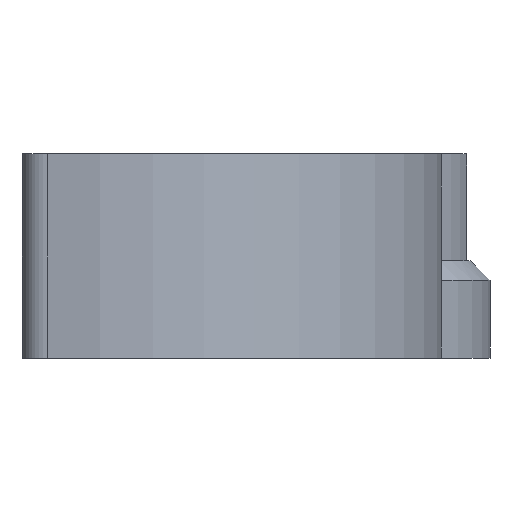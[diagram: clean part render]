
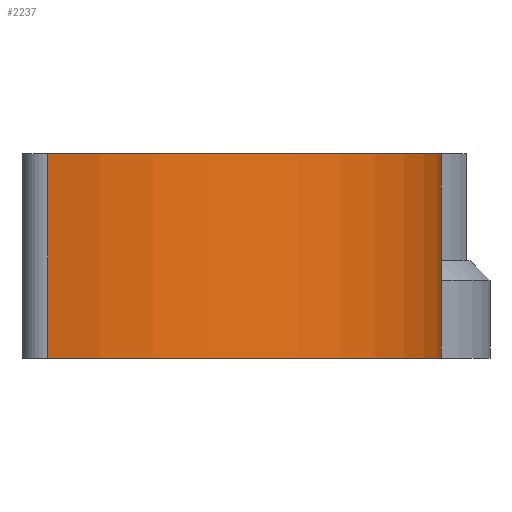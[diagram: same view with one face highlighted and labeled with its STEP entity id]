
A CAD part, left-side view. The second image highlights one B-rep face of the part: STEP entity #2237.
In plain terms, the highlighted cylindrical face has radius 33.475 mm (diameter 66.95 mm), a partial arc.
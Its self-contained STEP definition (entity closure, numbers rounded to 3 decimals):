
#156=FACE_OUTER_BOUND('',#281,.T.);
#281=EDGE_LOOP('',(#1901,#1902,#1903,#1904,#1905));
#354=CIRCLE('',#2384,33.475);
#379=CIRCLE('',#2434,33.475);
#628=LINE('',#7479,#751);
#629=LINE('',#7483,#752);
#630=LINE('',#7484,#753);
#751=VECTOR('',#2891,10.);
#752=VECTOR('',#2894,10.);
#753=VECTOR('',#2895,10.);
#941=VERTEX_POINT('',#7346);
#942=VERTEX_POINT('',#7348);
#977=VERTEX_POINT('',#7478);
#978=VERTEX_POINT('',#7480);
#979=VERTEX_POINT('',#7482);
#1238=EDGE_CURVE('',#941,#942,#354,.T.);
#1296=EDGE_CURVE('',#977,#941,#628,.T.);
#1297=EDGE_CURVE('',#978,#977,#379,.T.);
#1298=EDGE_CURVE('',#978,#979,#629,.F.);
#1299=EDGE_CURVE('',#942,#979,#630,.T.);
#1901=ORIENTED_EDGE('',*,*,#1238,.F.);
#1902=ORIENTED_EDGE('',*,*,#1296,.F.);
#1903=ORIENTED_EDGE('',*,*,#1297,.F.);
#1904=ORIENTED_EDGE('',*,*,#1298,.T.);
#1905=ORIENTED_EDGE('',*,*,#1299,.F.);
#2125=CYLINDRICAL_SURFACE('',#2433,33.475);
#2237=ADVANCED_FACE('',(#156),#2125,.T.);
#2384=AXIS2_PLACEMENT_3D('',#7349,#2760,#2761);
#2433=AXIS2_PLACEMENT_3D('',#7477,#2889,#2890);
#2434=AXIS2_PLACEMENT_3D('',#7481,#2892,#2893);
#2760=DIRECTION('center_axis',(0.,0.,1.));
#2761=DIRECTION('ref_axis',(-0.978,0.209,0.));
#2889=DIRECTION('center_axis',(0.,0.,-1.));
#2890=DIRECTION('ref_axis',(-0.978,0.209,0.));
#2891=DIRECTION('',(0.,0.,1.));
#2892=DIRECTION('center_axis',(0.,0.,-1.));
#2893=DIRECTION('ref_axis',(-0.978,0.209,0.));
#2894=DIRECTION('',(0.,0.,-1.));
#2895=DIRECTION('',(0.,0.,-1.));
#7346=CARTESIAN_POINT('',(-4.733,35.483,8.8));
#7348=CARTESIAN_POINT('',(28.,-5.,8.8));
#7349=CARTESIAN_POINT('Origin',(28.,28.475,8.8));
#7477=CARTESIAN_POINT('Origin',(28.,28.475,8.8));
#7478=CARTESIAN_POINT('',(-4.733,35.483,-12.2));
#7479=CARTESIAN_POINT('',(-4.733,35.483,8.8));
#7480=CARTESIAN_POINT('',(28.,-5.,-12.2));
#7481=CARTESIAN_POINT('Origin',(28.,28.475,-12.2));
#7482=CARTESIAN_POINT('',(28.,-5.,-4.2));
#7483=CARTESIAN_POINT('',(28.,-5.,-10.));
#7484=CARTESIAN_POINT('',(28.,-5.,8.8));
